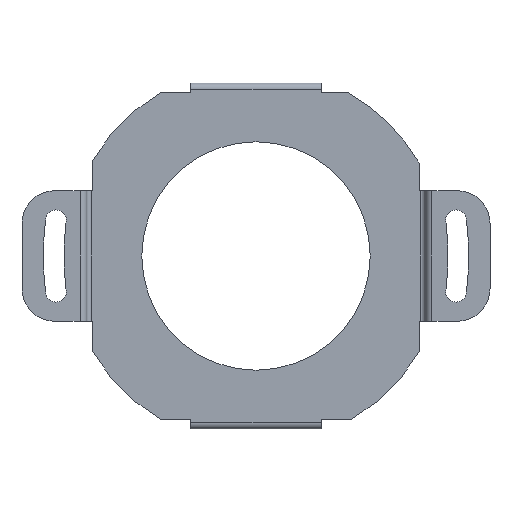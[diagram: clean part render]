
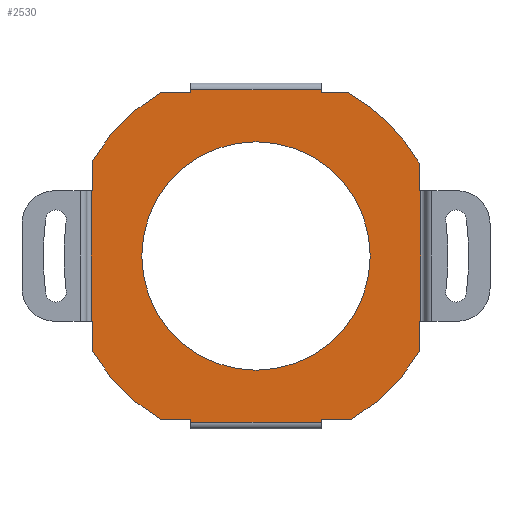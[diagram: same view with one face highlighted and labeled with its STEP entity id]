
A CAD part, front view. The second image highlights one B-rep face of the part: STEP entity #2530.
In plain terms, the highlighted planar face has unit normal (0, -1, 0).
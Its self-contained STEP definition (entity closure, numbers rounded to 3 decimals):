
#339=DIRECTION('',(0.,0.,-1.));
#340=VECTOR('',#339,20.);
#341=CARTESIAN_POINT('',(69.075,0.,0.));
#342=LINE('',#341,#340);
#353=DIRECTION('',(-1.,0.,0.));
#354=VECTOR('',#353,0.25);
#355=CARTESIAN_POINT('',(18.825,0.,0.));
#356=LINE('',#355,#354);
#360=DIRECTION('',(0.,0.,-1.));
#361=VECTOR('',#360,4.697);
#362=CARTESIAN_POINT('',(18.825,0.,4.697));
#363=LINE('',#362,#361);
#367=CARTESIAN_POINT('',(43.825,0.,-10.));
#368=DIRECTION('',(0.,-1.,0.));
#369=DIRECTION('',(-0.507,0.,0.862));
#370=AXIS2_PLACEMENT_3D('',#367,#368,#369);
#375=DIRECTION('',(-1.,0.,0.));
#376=VECTOR('',#375,4.697);
#377=CARTESIAN_POINT('',(33.825,0.,15.));
#378=LINE('',#377,#376);
#382=DIRECTION('',(0.,0.,-1.));
#383=VECTOR('',#382,0.5);
#384=CARTESIAN_POINT('',(33.825,0.,15.5));
#385=LINE('',#384,#383);
#389=DIRECTION('',(0.,0.,1.));
#390=VECTOR('',#389,0.5);
#391=CARTESIAN_POINT('',(53.825,0.,15.));
#392=LINE('',#391,#390);
#396=DIRECTION('',(-1.,0.,0.));
#397=VECTOR('',#396,4.141);
#398=CARTESIAN_POINT('',(57.966,0.,15.));
#399=LINE('',#398,#397);
#403=CARTESIAN_POINT('',(43.703,0.,-10.25));
#404=DIRECTION('',(0.,-1.,0.));
#405=DIRECTION('',(0.866,0.,0.5));
#406=AXIS2_PLACEMENT_3D('',#403,#404,#405);
#411=DIRECTION('',(0.,0.,1.));
#412=VECTOR('',#411,4.237);
#413=CARTESIAN_POINT('',(68.825,0.,0.));
#414=LINE('',#413,#412);
#418=DIRECTION('',(-1.,0.,0.));
#419=VECTOR('',#418,0.25);
#420=CARTESIAN_POINT('',(69.075,0.,0.));
#421=LINE('',#420,#419);
#425=DIRECTION('',(1.,0.,0.));
#426=VECTOR('',#425,0.25);
#427=CARTESIAN_POINT('',(68.825,0.,-20.));
#428=LINE('',#427,#426);
#432=DIRECTION('',(0.,0.,1.));
#433=VECTOR('',#432,4.697);
#434=CARTESIAN_POINT('',(68.825,0.,-24.697));
#435=LINE('',#434,#433);
#439=CARTESIAN_POINT('',(43.825,0.,-10.));
#440=DIRECTION('',(0.,-1.,0.));
#441=DIRECTION('',(0.507,0.,-0.862));
#442=AXIS2_PLACEMENT_3D('',#439,#440,#441);
#447=DIRECTION('',(1.,0.,0.));
#448=VECTOR('',#447,4.697);
#449=CARTESIAN_POINT('',(53.825,0.,-35.));
#450=LINE('',#449,#448);
#454=DIRECTION('',(0.,0.,1.));
#455=VECTOR('',#454,0.5);
#456=CARTESIAN_POINT('',(53.825,0.,-35.5));
#457=LINE('',#456,#455);
#461=DIRECTION('',(0.,0.,-1.));
#462=VECTOR('',#461,0.5);
#463=CARTESIAN_POINT('',(33.825,0.,-35.));
#464=LINE('',#463,#462);
#468=DIRECTION('',(1.,0.,0.));
#469=VECTOR('',#468,4.697);
#470=CARTESIAN_POINT('',(29.128,0.,-35.));
#471=LINE('',#470,#469);
#475=CARTESIAN_POINT('',(43.825,0.,-10.));
#476=DIRECTION('',(0.,-1.,0.));
#477=DIRECTION('',(-0.862,0.,-0.507));
#478=AXIS2_PLACEMENT_3D('',#475,#476,#477);
#483=DIRECTION('',(0.,0.,-1.));
#484=VECTOR('',#483,4.697);
#485=CARTESIAN_POINT('',(18.825,0.,-20.));
#486=LINE('',#485,#484);
#490=DIRECTION('',(1.,0.,0.));
#491=VECTOR('',#490,0.25);
#492=CARTESIAN_POINT('',(18.575,0.,-20.));
#493=LINE('',#492,#491);
#497=CARTESIAN_POINT('',(43.825,0.,-10.));
#498=DIRECTION('',(0.,1.,0.));
#499=DIRECTION('',(0.,0.,1.));
#500=AXIS2_PLACEMENT_3D('',#497,#498,#499);
#505=CARTESIAN_POINT('',(43.825,0.,-10.));
#506=DIRECTION('',(0.,1.,0.));
#507=DIRECTION('',(0.,0.,-1.));
#508=AXIS2_PLACEMENT_3D('',#505,#506,#507);
#513=DIRECTION('',(0.,0.,1.));
#514=VECTOR('',#513,20.);
#515=CARTESIAN_POINT('',(18.575,0.,-20.));
#516=LINE('',#515,#514);
#1297=DIRECTION('',(-1.,0.,0.));
#1298=VECTOR('',#1297,20.);
#1299=CARTESIAN_POINT('',(53.825,0.,-35.5));
#1300=LINE('',#1299,#1298);
#1591=DIRECTION('',(1.,0.,0.));
#1592=VECTOR('',#1591,20.);
#1593=CARTESIAN_POINT('',(33.825,0.,15.5));
#1594=LINE('',#1593,#1592);
#1921=CARTESIAN_POINT('',(29.128,0.,15.));
#1922=CARTESIAN_POINT('',(18.825,0.,4.697));
#1923=VERTEX_POINT('',#1921);
#1924=VERTEX_POINT('',#1922);
#1935=CARTESIAN_POINT('',(18.825,0.,-24.697));
#1937=VERTEX_POINT('',#1935);
#1956=CARTESIAN_POINT('',(57.966,0.,15.));
#1958=VERTEX_POINT('',#1956);
#1967=CARTESIAN_POINT('',(18.575,0.,-20.));
#1969=VERTEX_POINT('',#1967);
#1981=CARTESIAN_POINT('',(43.825,0.,7.5));
#1982=CARTESIAN_POINT('',(43.825,0.,-27.5));
#1983=VERTEX_POINT('',#1981);
#1984=VERTEX_POINT('',#1982);
#1985=CARTESIAN_POINT('',(18.825,0.,-20.));
#1986=VERTEX_POINT('',#1985);
#2003=CARTESIAN_POINT('',(33.825,0.,15.5));
#2004=CARTESIAN_POINT('',(53.825,0.,15.5));
#2005=VERTEX_POINT('',#2003);
#2006=VERTEX_POINT('',#2004);
#2031=CARTESIAN_POINT('',(69.075,0.,0.));
#2033=VERTEX_POINT('',#2031);
#2043=CARTESIAN_POINT('',(18.575,0.,0.));
#2044=VERTEX_POINT('',#2043);
#2063=CARTESIAN_POINT('',(53.825,0.,-35.));
#2064=CARTESIAN_POINT('',(58.522,0.,-35.));
#2065=VERTEX_POINT('',#2063);
#2066=VERTEX_POINT('',#2064);
#2087=CARTESIAN_POINT('',(68.825,0.,0.));
#2089=VERTEX_POINT('',#2087);
#2094=CARTESIAN_POINT('',(68.825,0.,-24.697));
#2096=VERTEX_POINT('',#2094);
#2098=CARTESIAN_POINT('',(33.825,0.,-35.5));
#2100=VERTEX_POINT('',#2098);
#2135=CARTESIAN_POINT('',(68.825,0.,-20.));
#2136=CARTESIAN_POINT('',(69.075,0.,-20.));
#2137=VERTEX_POINT('',#2135);
#2138=VERTEX_POINT('',#2136);
#2139=CARTESIAN_POINT('',(33.825,0.,15.));
#2141=VERTEX_POINT('',#2139);
#2149=CARTESIAN_POINT('',(53.825,0.,15.));
#2150=VERTEX_POINT('',#2149);
#2169=CARTESIAN_POINT('',(53.825,0.,-35.5));
#2170=VERTEX_POINT('',#2169);
#2177=CARTESIAN_POINT('',(18.825,0.,0.));
#2178=VERTEX_POINT('',#2177);
#2205=CARTESIAN_POINT('',(68.825,0.,4.237));
#2206=VERTEX_POINT('',#2205);
#2213=CARTESIAN_POINT('',(33.825,0.,-35.));
#2214=VERTEX_POINT('',#2213);
#2219=CARTESIAN_POINT('',(29.128,0.,-35.));
#2220=VERTEX_POINT('',#2219);
#2470=CARTESIAN_POINT('',(38.825,0.,-45.335));
#2471=DIRECTION('',(0.,-1.,0.));
#2472=DIRECTION('',(0.,0.,-1.));
#2473=AXIS2_PLACEMENT_3D('',#2470,#2471,#2472);
#2474=PLANE('',#2473);
#2476=ORIENTED_EDGE('',*,*,#2475,.T.);
#2478=ORIENTED_EDGE('',*,*,#2477,.F.);
#2480=ORIENTED_EDGE('',*,*,#2479,.F.);
#2482=ORIENTED_EDGE('',*,*,#2481,.F.);
#2484=ORIENTED_EDGE('',*,*,#2483,.F.);
#2486=ORIENTED_EDGE('',*,*,#2485,.F.);
#2488=ORIENTED_EDGE('',*,*,#2487,.T.);
#2490=ORIENTED_EDGE('',*,*,#2489,.F.);
#2492=ORIENTED_EDGE('',*,*,#2491,.F.);
#2494=ORIENTED_EDGE('',*,*,#2493,.F.);
#2496=ORIENTED_EDGE('',*,*,#2495,.F.);
#2498=ORIENTED_EDGE('',*,*,#2497,.F.);
#2499=ORIENTED_EDGE('',*,*,#2461,.T.);
#2501=ORIENTED_EDGE('',*,*,#2500,.F.);
#2503=ORIENTED_EDGE('',*,*,#2502,.F.);
#2505=ORIENTED_EDGE('',*,*,#2504,.F.);
#2507=ORIENTED_EDGE('',*,*,#2506,.F.);
#2509=ORIENTED_EDGE('',*,*,#2508,.F.);
#2511=ORIENTED_EDGE('',*,*,#2510,.T.);
#2513=ORIENTED_EDGE('',*,*,#2512,.F.);
#2515=ORIENTED_EDGE('',*,*,#2514,.F.);
#2517=ORIENTED_EDGE('',*,*,#2516,.F.);
#2519=ORIENTED_EDGE('',*,*,#2518,.F.);
#2521=ORIENTED_EDGE('',*,*,#2520,.F.);
#2522=EDGE_LOOP('',(#2476,#2478,#2480,#2482,#2484,#2486,#2488,#2490,#2492,#2494,
#2496,#2498,#2499,#2501,#2503,#2505,#2507,#2509,#2511,#2513,#2515,#2517,#2519,
#2521));
#2523=FACE_OUTER_BOUND('',#2522,.F.);
#2525=ORIENTED_EDGE('',*,*,#2524,.F.);
#2527=ORIENTED_EDGE('',*,*,#2526,.F.);
#2528=EDGE_LOOP('',(#2525,#2527));
#2529=FACE_BOUND('',#2528,.F.);
#2530=ADVANCED_FACE('',(#2523,#2529),#2474,.T.);
#371=CIRCLE('',#370,29.);
#407=CIRCLE('',#406,29.);
#443=CIRCLE('',#442,29.);
#479=CIRCLE('',#478,29.);
#501=CIRCLE('',#500,17.5);
#509=CIRCLE('',#508,17.5);
#2461=EDGE_CURVE('',#2033,#2138,#342,.T.);
#2475=EDGE_CURVE('',#1969,#2044,#516,.T.);
#2477=EDGE_CURVE('',#2178,#2044,#356,.T.);
#2479=EDGE_CURVE('',#1924,#2178,#363,.T.);
#2481=EDGE_CURVE('',#1923,#1924,#371,.T.);
#2483=EDGE_CURVE('',#2141,#1923,#378,.T.);
#2485=EDGE_CURVE('',#2005,#2141,#385,.T.);
#2487=EDGE_CURVE('',#2005,#2006,#1594,.T.);
#2489=EDGE_CURVE('',#2150,#2006,#392,.T.);
#2491=EDGE_CURVE('',#1958,#2150,#399,.T.);
#2493=EDGE_CURVE('',#2206,#1958,#407,.T.);
#2495=EDGE_CURVE('',#2089,#2206,#414,.T.);
#2497=EDGE_CURVE('',#2033,#2089,#421,.T.);
#2500=EDGE_CURVE('',#2137,#2138,#428,.T.);
#2502=EDGE_CURVE('',#2096,#2137,#435,.T.);
#2504=EDGE_CURVE('',#2066,#2096,#443,.T.);
#2506=EDGE_CURVE('',#2065,#2066,#450,.T.);
#2508=EDGE_CURVE('',#2170,#2065,#457,.T.);
#2510=EDGE_CURVE('',#2170,#2100,#1300,.T.);
#2512=EDGE_CURVE('',#2214,#2100,#464,.T.);
#2514=EDGE_CURVE('',#2220,#2214,#471,.T.);
#2516=EDGE_CURVE('',#1937,#2220,#479,.T.);
#2518=EDGE_CURVE('',#1986,#1937,#486,.T.);
#2520=EDGE_CURVE('',#1969,#1986,#493,.T.);
#2524=EDGE_CURVE('',#1983,#1984,#501,.T.);
#2526=EDGE_CURVE('',#1984,#1983,#509,.T.);
